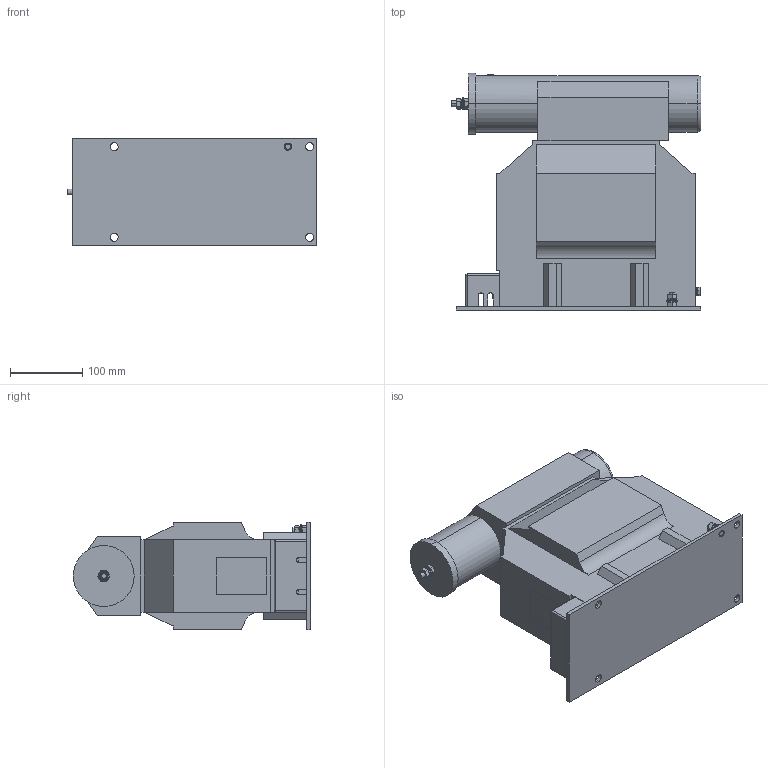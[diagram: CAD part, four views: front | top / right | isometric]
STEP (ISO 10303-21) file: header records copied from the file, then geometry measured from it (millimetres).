
FILE_DESCRIPTION (( 'STEP AP214' ), '1' );
FILE_NAME ('ﾍﾈﾎﾋ-ﾑﾒ-3-ﾌﾏﾓ_ﾍﾈﾎﾋ-ﾑﾒ-6-ﾌﾏﾓ_ﾍﾈﾎﾋ-ﾑﾒ-10-ﾌﾏﾓ.STEP', '2023-08-10T18:18:14', ( '' ), ( '' ), 'SwSTEP 2.0', 'SolidWorks 2019', '' );
FILE_SCHEMA (( 'AUTOMOTIVE_DESIGN' ));
Length unit declared in the file: millimetre
Products named in the file (1): ﾍﾈﾎﾋ-ﾑﾒ-3-ﾌﾏﾓ_ﾍﾈﾎﾋ-ﾑﾒ-6-ﾌﾏﾓ_ﾍﾈﾎﾋ-ﾑﾒ-10-ﾌﾏﾓ
Bounding box: 345 x 327.6 x 148 mm (x, y, z)
Volume: 9473635.6 mm3; surface area: 408376.9 mm2
Topology: 26 solids, 26 shells, 644 faces, 1613 edges, 1048 vertices
Faces by surface type: plane 356, cylinder 127, bspline 72, cone 69, torus 14, sphere 6
Entity records: 29605 total; most frequent: CARTESIAN_POINT 7275, ORIENTED_EDGE 3214, DIRECTION 2851, EDGE_CURVE 1607, VERTEX_POINT 1048, AXIS2_PLACEMENT_3D 967, VECTOR 917, LINE 917
